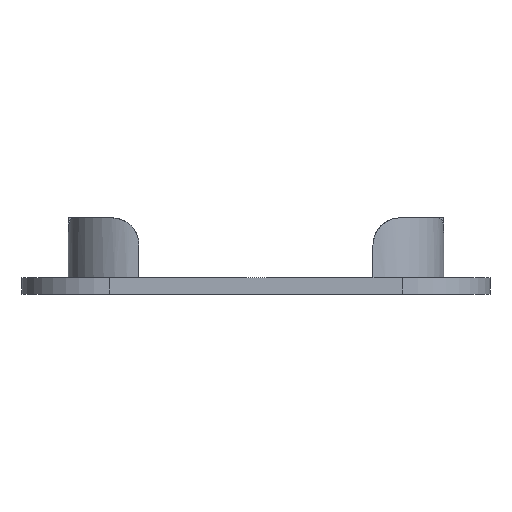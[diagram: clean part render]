
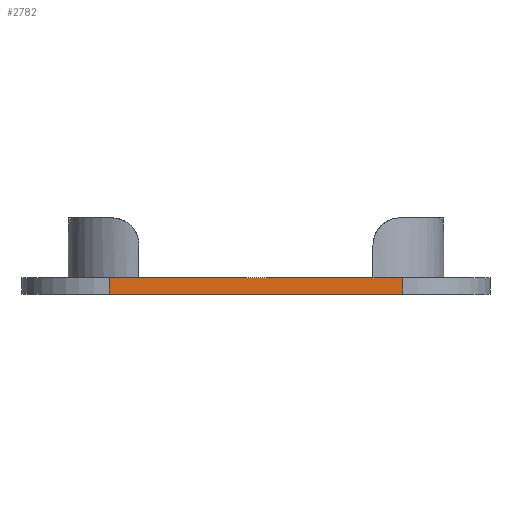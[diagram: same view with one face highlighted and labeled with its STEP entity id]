
A CAD part, front view. The second image highlights one B-rep face of the part: STEP entity #2782.
In plain terms, the highlighted planar face has unit normal (0, -1, 0).
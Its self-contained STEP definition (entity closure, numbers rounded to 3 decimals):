
#142=PLANE('',#3062);
#280=FACE_OUTER_BOUND('',#444,.T.);
#444=EDGE_LOOP('',(#2461,#2462,#2463,#2464,#2465,#2466));
#674=LINE('',#4528,#930);
#677=LINE('',#4536,#933);
#678=LINE('',#4538,#934);
#721=LINE('',#4812,#977);
#722=LINE('',#4815,#978);
#723=LINE('',#4816,#979);
#930=VECTOR('',#3690,10.);
#933=VECTOR('',#3697,10.);
#934=VECTOR('',#3698,10.);
#977=VECTOR('',#3843,10.);
#978=VECTOR('',#3846,10.);
#979=VECTOR('',#3847,10.);
#1313=VERTEX_POINT('',#4510);
#1318=VERTEX_POINT('',#4525);
#1319=VERTEX_POINT('',#4527);
#1323=VERTEX_POINT('',#4537);
#1371=VERTEX_POINT('',#4810);
#1372=VERTEX_POINT('',#4814);
#1684=EDGE_CURVE('',#1318,#1319,#674,.T.);
#1689=EDGE_CURVE('',#1319,#1313,#677,.T.);
#1690=EDGE_CURVE('',#1313,#1323,#678,.T.);
#1767=EDGE_CURVE('',#1371,#1323,#721,.T.);
#1768=EDGE_CURVE('',#1371,#1372,#722,.T.);
#1769=EDGE_CURVE('',#1372,#1318,#723,.T.);
#2461=ORIENTED_EDGE('',*,*,#1768,.F.);
#2462=ORIENTED_EDGE('',*,*,#1767,.T.);
#2463=ORIENTED_EDGE('',*,*,#1690,.F.);
#2464=ORIENTED_EDGE('',*,*,#1689,.F.);
#2465=ORIENTED_EDGE('',*,*,#1684,.F.);
#2466=ORIENTED_EDGE('',*,*,#1769,.F.);
#2782=ADVANCED_FACE('',(#280),#142,.T.);
#3062=AXIS2_PLACEMENT_3D('',#4813,#3844,#3845);
#3690=DIRECTION('',(1.,0.,0.));
#3697=DIRECTION('',(1.,0.,0.));
#3698=DIRECTION('',(1.,0.,0.));
#3843=DIRECTION('',(0.,0.,1.));
#3844=DIRECTION('center_axis',(0.,-1.,0.));
#3845=DIRECTION('ref_axis',(1.,0.,0.));
#3846=DIRECTION('',(-1.,0.,0.));
#3847=DIRECTION('',(0.,0.,1.));
#4510=CARTESIAN_POINT('',(21.5,-55.,36.));
#4525=CARTESIAN_POINT('',(-27.,-55.,36.));
#4527=CARTESIAN_POINT('',(-21.5,-55.,36.));
#4528=CARTESIAN_POINT('',(27.,-55.,36.));
#4536=CARTESIAN_POINT('',(27.,-55.,36.));
#4537=CARTESIAN_POINT('',(27.,-55.,36.));
#4538=CARTESIAN_POINT('',(27.,-55.,36.));
#4810=CARTESIAN_POINT('',(27.,-55.,33.));
#4812=CARTESIAN_POINT('',(27.,-55.,33.));
#4813=CARTESIAN_POINT('Origin',(-27.,-55.,33.));
#4814=CARTESIAN_POINT('',(-27.,-55.,33.));
#4815=CARTESIAN_POINT('',(27.,-55.,33.));
#4816=CARTESIAN_POINT('',(-27.,-55.,33.));
